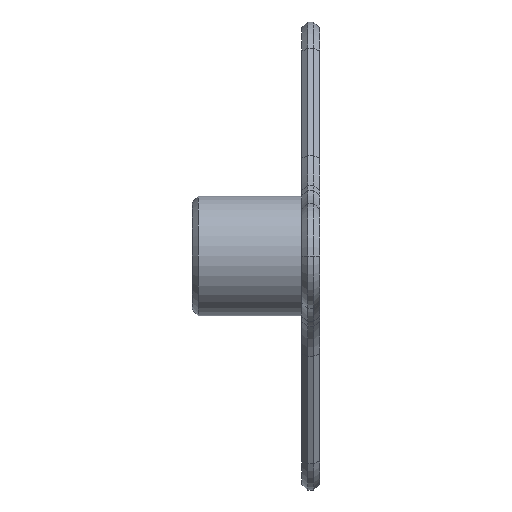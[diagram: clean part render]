
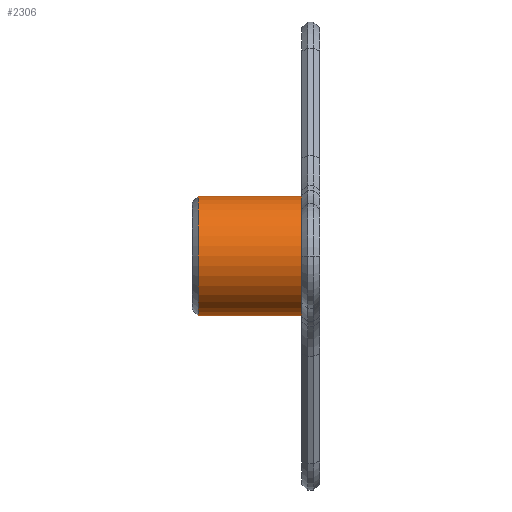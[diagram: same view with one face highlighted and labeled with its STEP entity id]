
A CAD part, left-side view. The second image highlights one B-rep face of the part: STEP entity #2306.
In plain terms, the highlighted cylindrical face has radius 8 mm (diameter 16 mm), a partial arc.
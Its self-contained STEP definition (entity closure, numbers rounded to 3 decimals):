
#62 = EDGE_CURVE ( 'NONE', #2560, #206, #2593, .T. ) ;
#97 = LINE ( 'NONE', #1342, #469 ) ;
#206 = VERTEX_POINT ( 'NONE', #1007 ) ;
#210 = DIRECTION ( 'NONE',  ( 0., -1., 0. ) ) ;
#218 = VECTOR ( 'NONE', #741, 1000. ) ;
#236 = VERTEX_POINT ( 'NONE', #1852 ) ;
#241 = VERTEX_POINT ( 'NONE', #2474 ) ;
#329 = CIRCLE ( 'NONE', #1013, 8. ) ;
#346 = CIRCLE ( 'NONE', #690, 8. ) ;
#469 = VECTOR ( 'NONE', #1741, 1000. ) ;
#517 = CARTESIAN_POINT ( 'NONE',  ( 0., -0.8, 0. ) ) ;
#690 = AXIS2_PLACEMENT_3D ( 'NONE', #517, #1281, #2139 ) ;
#705 = EDGE_CURVE ( 'NONE', #236, #206, #329, .T. ) ;
#741 = DIRECTION ( 'NONE',  ( 0., -1., 0. ) ) ;
#882 = ORIENTED_EDGE ( 'NONE', *, *, #705, .F. ) ;
#1007 = CARTESIAN_POINT ( 'NONE',  ( 0., -14.6, -8. ) ) ;
#1013 = AXIS2_PLACEMENT_3D ( 'NONE', #1014, #210, #1485 ) ;
#1014 = CARTESIAN_POINT ( 'NONE',  ( 0., -14.6, 0. ) ) ;
#1062 = AXIS2_PLACEMENT_3D ( 'NONE', #2339, #2133, #1737 ) ;
#1281 = DIRECTION ( 'NONE',  ( 0., -1., 0. ) ) ;
#1322 = FACE_OUTER_BOUND ( 'NONE', #2230, .T. ) ;
#1342 = CARTESIAN_POINT ( 'NONE',  ( 0., 0., 8. ) ) ;
#1485 = DIRECTION ( 'NONE',  ( 0., 0., -1. ) ) ;
#1575 = CARTESIAN_POINT ( 'NONE',  ( 0., 0., -8. ) ) ;
#1666 = EDGE_CURVE ( 'NONE', #241, #2560, #346, .T. ) ;
#1737 = DIRECTION ( 'NONE',  ( 0., 0., -1. ) ) ;
#1741 = DIRECTION ( 'NONE',  ( 0., -1., 0. ) ) ;
#1852 = CARTESIAN_POINT ( 'NONE',  ( 0., -14.6, 8. ) ) ;
#1988 = EDGE_CURVE ( 'NONE', #241, #236, #97, .T. ) ;
#2055 = CARTESIAN_POINT ( 'NONE',  ( 0., -0.8, -8. ) ) ;
#2133 = DIRECTION ( 'NONE',  ( 0., -1., 0. ) ) ;
#2139 = DIRECTION ( 'NONE',  ( 0., 0., 1. ) ) ;
#2177 = ORIENTED_EDGE ( 'NONE', *, *, #1666, .T. ) ;
#2230 = EDGE_LOOP ( 'NONE', ( #2468, #2177, #2675, #882 ) ) ;
#2306 = ADVANCED_FACE ( 'NONE', ( #1322 ), #2542, .T. ) ;
#2339 = CARTESIAN_POINT ( 'NONE',  ( 0., 0., 0. ) ) ;
#2468 = ORIENTED_EDGE ( 'NONE', *, *, #1988, .F. ) ;
#2474 = CARTESIAN_POINT ( 'NONE',  ( 0., -0.8, 8. ) ) ;
#2542 = CYLINDRICAL_SURFACE ( 'NONE', #1062, 8. ) ;
#2560 = VERTEX_POINT ( 'NONE', #2055 ) ;
#2593 = LINE ( 'NONE', #1575, #218 ) ;
#2675 = ORIENTED_EDGE ( 'NONE', *, *, #62, .T. ) ;
